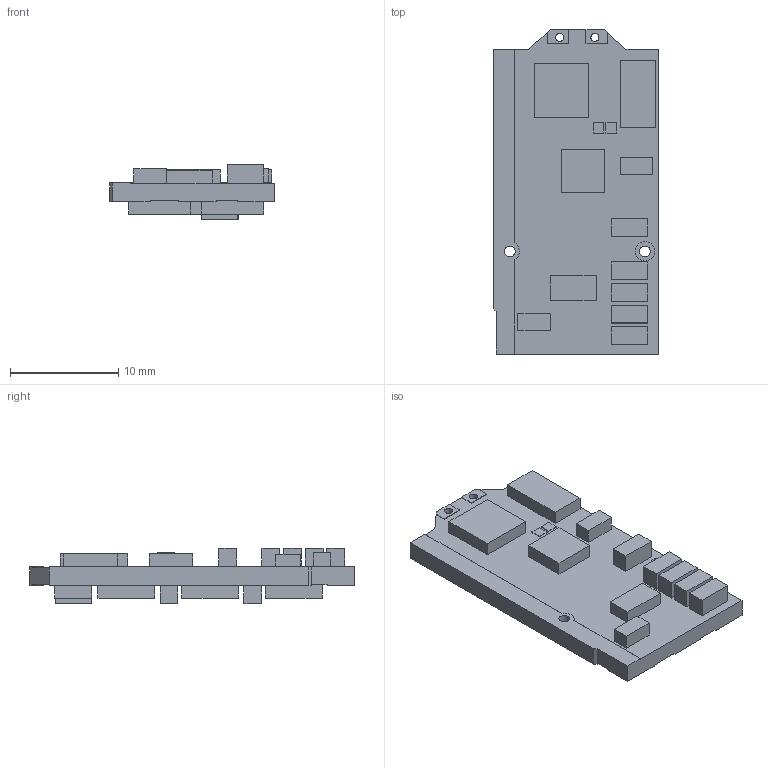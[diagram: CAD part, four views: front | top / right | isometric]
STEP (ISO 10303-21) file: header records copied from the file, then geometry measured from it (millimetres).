
FILE_DESCRIPTION(/* description */ (''),/* implementation_level */ '2;1');
FILE_NAME(/* name */ 'RDQ ESC32.stp',/* time_stamp */ '2022-10-08T23:03:32-04:00',/* author */ ('Nathan Cai'),/* organization */ (''),/* preprocessor_version */ 'ST-DEVELOPER v19.2',/* originating_system */ 'Autodesk Inventor 2023',/* authorisation */ '');
FILE_SCHEMA (('AUTOMOTIVE_DESIGN { 1 0 10303 214 3 1 1 }'));
Length unit declared in the file: millimetre
Products named in the file (1): RDQ ESC32
Bounding box: 15.25 x 30 x 5.1 mm (x, y, z)
Volume: 1130.5 mm3; surface area: 1487.2 mm2
Topology: 1 solids, 1 shells, 176 faces, 440 edges, 293 vertices
Faces by surface type: plane 167, cylinder 8, cone 1
Full cylindrical faces by diameter (mm): 0.75 x2, 1 x2, 1.8 x3
Entity records: 5422 total; most frequent: CARTESIAN_POINT 910, ORIENTED_EDGE 880, DIRECTION 812, EDGE_CURVE 440, LINE 422, VECTOR 422, VERTEX_POINT 293, EDGE_LOOP 211
